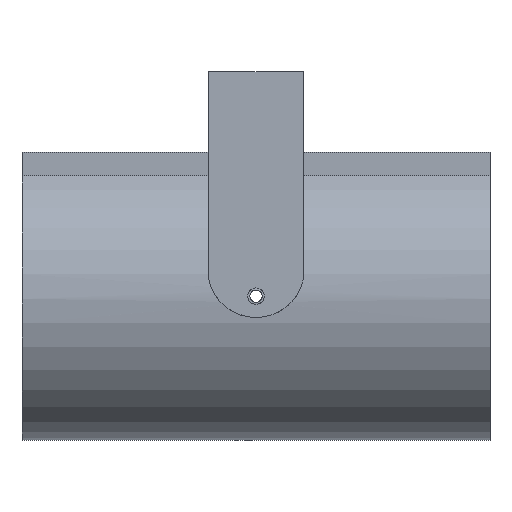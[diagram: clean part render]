
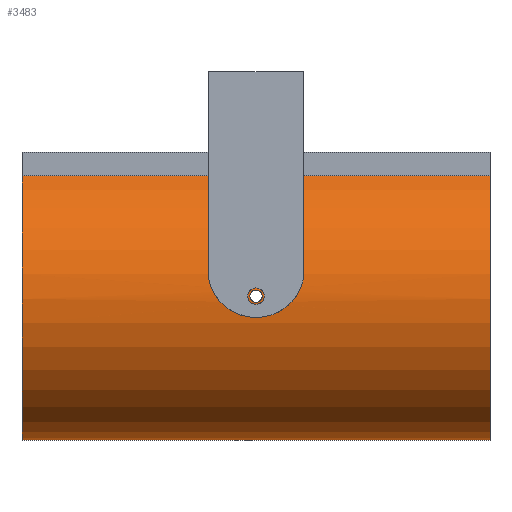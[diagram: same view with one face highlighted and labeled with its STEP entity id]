
A CAD part, left-side view. The second image highlights one B-rep face of the part: STEP entity #3483.
In plain terms, the highlighted cylindrical face has radius 30 mm (diameter 60 mm), a partial arc.
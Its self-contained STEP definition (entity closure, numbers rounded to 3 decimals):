
#57=B_SPLINE_CURVE_WITH_KNOTS('',3,(#6155,#6156,#6157,#6158,#6159,#6160,
#6161,#6162,#6163,#6164,#6165,#6166,#6167,#6168,#6169,#6170,#6171,#6172,
#6173,#6174,#6175,#6176,#6177,#6178,#6179,#6180,#6181,#6182,#6183,#6184,
#6185,#6186,#6187,#6188),.UNSPECIFIED.,.T.,.F.,(4,2,2,2,2,2,2,2,2,2,2,2,
2,2,2,2,4),(0.,0.049,0.098,0.147,0.196,
0.245,0.294,0.343,0.392,0.441,
0.49,0.539,0.588,0.637,
0.686,0.735,0.784),.UNSPECIFIED.);
#58=B_SPLINE_CURVE_WITH_KNOTS('',3,(#6197,#6198,#6199,#6200,#6201,#6202,
#6203,#6204,#6205,#6206,#6207,#6208,#6209,#6210,#6211,#6212,#6213,#6214,
#6215,#6216,#6217,#6218,#6219,#6220,#6221,#6222,#6223,#6224,#6225,#6226,
#6227,#6228,#6229,#6230),.UNSPECIFIED.,.T.,.F.,(4,2,2,2,2,2,2,2,2,2,2,2,
2,2,2,2,4),(0.,0.049,0.098,0.147,0.196,
0.245,0.294,0.343,0.392,0.441,
0.49,0.539,0.588,0.637,
0.686,0.735,0.784),.UNSPECIFIED.);
#114=FACE_BOUND('',#613,.T.);
#115=FACE_BOUND('',#614,.T.);
#390=FACE_OUTER_BOUND('',#612,.T.);
#612=EDGE_LOOP('',(#3045,#3046,#3047,#3048));
#613=EDGE_LOOP('',(#3049));
#614=EDGE_LOOP('',(#3050));
#944=LINE('',#6299,#1289);
#946=LINE('',#6304,#1291);
#1289=VECTOR('',#4547,10.);
#1291=VECTOR('',#4551,10.);
#1447=CIRCLE('',#3766,30.);
#1448=CIRCLE('',#3767,30.);
#1710=VERTEX_POINT('',#6154);
#1713=VERTEX_POINT('',#6195);
#1736=VERTEX_POINT('',#6295);
#1737=VERTEX_POINT('',#6297);
#1738=VERTEX_POINT('',#6301);
#1739=VERTEX_POINT('',#6303);
#2156=EDGE_CURVE('',#1710,#1710,#57,.T.);
#2161=EDGE_CURVE('',#1713,#1713,#58,.T.);
#2194=EDGE_CURVE('',#1736,#1737,#944,.T.);
#2196=EDGE_CURVE('',#1739,#1738,#946,.T.);
#2198=EDGE_CURVE('',#1736,#1738,#1447,.T.);
#2199=EDGE_CURVE('',#1739,#1737,#1448,.T.);
#3045=ORIENTED_EDGE('',*,*,#2196,.T.);
#3046=ORIENTED_EDGE('',*,*,#2198,.F.);
#3047=ORIENTED_EDGE('',*,*,#2194,.T.);
#3048=ORIENTED_EDGE('',*,*,#2199,.F.);
#3049=ORIENTED_EDGE('',*,*,#2161,.T.);
#3050=ORIENTED_EDGE('',*,*,#2156,.T.);
#3334=CYLINDRICAL_SURFACE('',#3765,30.);
#3483=ADVANCED_FACE('',(#390,#114,#115),#3334,.T.);
#3765=AXIS2_PLACEMENT_3D('',#6306,#4553,#4554);
#3766=AXIS2_PLACEMENT_3D('',#6307,#4555,#4556);
#3767=AXIS2_PLACEMENT_3D('',#6308,#4557,#4558);
#4547=DIRECTION('',(0.,-1.,0.));
#4551=DIRECTION('',(0.,1.,0.));
#4553=DIRECTION('center_axis',(0.,-1.,0.));
#4554=DIRECTION('ref_axis',(0.002,0.,-1.));
#4555=DIRECTION('center_axis',(0.,1.,0.));
#4556=DIRECTION('ref_axis',(-1.,0.,0.));
#4557=DIRECTION('center_axis',(0.,-1.,0.));
#4558=DIRECTION('ref_axis',(-1.,0.,0.));
#6154=CARTESIAN_POINT('',(-29.946,31.5,4.3));
#6155=CARTESIAN_POINT('Ctrl Pts',(-29.946,31.5,4.3));
#6156=CARTESIAN_POINT('Ctrl Pts',(-29.946,31.337,4.3));
#6157=CARTESIAN_POINT('Ctrl Pts',(-29.948,31.163,4.267));
#6158=CARTESIAN_POINT('Ctrl Pts',(-29.956,30.842,4.135));
#6159=CARTESIAN_POINT('Ctrl Pts',(-29.961,30.696,4.035));
#6160=CARTESIAN_POINT('Ctrl Pts',(-29.972,30.465,3.804));
#6161=CARTESIAN_POINT('Ctrl Pts',(-29.978,30.365,3.658));
#6162=CARTESIAN_POINT('Ctrl Pts',(-29.989,30.233,3.337));
#6163=CARTESIAN_POINT('Ctrl Pts',(-29.993,30.2,3.163));
#6164=CARTESIAN_POINT('Ctrl Pts',(-29.999,30.2,2.837));
#6165=CARTESIAN_POINT('Ctrl Pts',(-30.,30.233,2.663));
#6166=CARTESIAN_POINT('Ctrl Pts',(-30.,30.365,2.342));
#6167=CARTESIAN_POINT('Ctrl Pts',(-29.999,30.465,2.196));
#6168=CARTESIAN_POINT('Ctrl Pts',(-29.995,30.696,1.965));
#6169=CARTESIAN_POINT('Ctrl Pts',(-29.993,30.842,1.865));
#6170=CARTESIAN_POINT('Ctrl Pts',(-29.99,31.163,1.733));
#6171=CARTESIAN_POINT('Ctrl Pts',(-29.989,31.337,1.7));
#6172=CARTESIAN_POINT('Ctrl Pts',(-29.989,31.663,1.7));
#6173=CARTESIAN_POINT('Ctrl Pts',(-29.99,31.837,1.733));
#6174=CARTESIAN_POINT('Ctrl Pts',(-29.993,32.158,1.865));
#6175=CARTESIAN_POINT('Ctrl Pts',(-29.995,32.304,1.965));
#6176=CARTESIAN_POINT('Ctrl Pts',(-29.999,32.535,2.196));
#6177=CARTESIAN_POINT('Ctrl Pts',(-30.,32.635,2.342));
#6178=CARTESIAN_POINT('Ctrl Pts',(-30.,32.767,2.663));
#6179=CARTESIAN_POINT('Ctrl Pts',(-29.999,32.8,2.837));
#6180=CARTESIAN_POINT('Ctrl Pts',(-29.993,32.8,3.163));
#6181=CARTESIAN_POINT('Ctrl Pts',(-29.989,32.767,3.337));
#6182=CARTESIAN_POINT('Ctrl Pts',(-29.978,32.635,3.658));
#6183=CARTESIAN_POINT('Ctrl Pts',(-29.972,32.535,3.804));
#6184=CARTESIAN_POINT('Ctrl Pts',(-29.961,32.304,4.035));
#6185=CARTESIAN_POINT('Ctrl Pts',(-29.956,32.158,4.135));
#6186=CARTESIAN_POINT('Ctrl Pts',(-29.948,31.837,4.267));
#6187=CARTESIAN_POINT('Ctrl Pts',(-29.946,31.663,4.3));
#6188=CARTESIAN_POINT('Ctrl Pts',(-29.946,31.5,4.3));
#6195=CARTESIAN_POINT('',(29.946,31.5,4.3));
#6197=CARTESIAN_POINT('Ctrl Pts',(29.946,31.5,4.3));
#6198=CARTESIAN_POINT('Ctrl Pts',(29.946,31.663,4.3));
#6199=CARTESIAN_POINT('Ctrl Pts',(29.948,31.837,4.267));
#6200=CARTESIAN_POINT('Ctrl Pts',(29.956,32.158,4.135));
#6201=CARTESIAN_POINT('Ctrl Pts',(29.961,32.304,4.035));
#6202=CARTESIAN_POINT('Ctrl Pts',(29.972,32.535,3.804));
#6203=CARTESIAN_POINT('Ctrl Pts',(29.978,32.635,3.658));
#6204=CARTESIAN_POINT('Ctrl Pts',(29.989,32.767,3.337));
#6205=CARTESIAN_POINT('Ctrl Pts',(29.993,32.8,3.163));
#6206=CARTESIAN_POINT('Ctrl Pts',(29.999,32.8,2.837));
#6207=CARTESIAN_POINT('Ctrl Pts',(30.,32.767,2.663));
#6208=CARTESIAN_POINT('Ctrl Pts',(30.,32.635,2.342));
#6209=CARTESIAN_POINT('Ctrl Pts',(29.999,32.535,2.196));
#6210=CARTESIAN_POINT('Ctrl Pts',(29.995,32.304,1.965));
#6211=CARTESIAN_POINT('Ctrl Pts',(29.993,32.158,1.865));
#6212=CARTESIAN_POINT('Ctrl Pts',(29.99,31.837,1.733));
#6213=CARTESIAN_POINT('Ctrl Pts',(29.989,31.663,1.7));
#6214=CARTESIAN_POINT('Ctrl Pts',(29.989,31.337,1.7));
#6215=CARTESIAN_POINT('Ctrl Pts',(29.99,31.163,1.733));
#6216=CARTESIAN_POINT('Ctrl Pts',(29.993,30.842,1.865));
#6217=CARTESIAN_POINT('Ctrl Pts',(29.995,30.696,1.965));
#6218=CARTESIAN_POINT('Ctrl Pts',(29.999,30.465,2.196));
#6219=CARTESIAN_POINT('Ctrl Pts',(30.,30.365,2.342));
#6220=CARTESIAN_POINT('Ctrl Pts',(30.,30.233,2.663));
#6221=CARTESIAN_POINT('Ctrl Pts',(29.999,30.2,2.837));
#6222=CARTESIAN_POINT('Ctrl Pts',(29.993,30.2,3.163));
#6223=CARTESIAN_POINT('Ctrl Pts',(29.989,30.233,3.337));
#6224=CARTESIAN_POINT('Ctrl Pts',(29.978,30.365,3.658));
#6225=CARTESIAN_POINT('Ctrl Pts',(29.972,30.465,3.804));
#6226=CARTESIAN_POINT('Ctrl Pts',(29.961,30.696,4.035));
#6227=CARTESIAN_POINT('Ctrl Pts',(29.956,30.842,4.135));
#6228=CARTESIAN_POINT('Ctrl Pts',(29.948,31.163,4.267));
#6229=CARTESIAN_POINT('Ctrl Pts',(29.946,31.337,4.3));
#6230=CARTESIAN_POINT('Ctrl Pts',(29.946,31.5,4.3));
#6295=CARTESIAN_POINT('',(14.94,81.,28.515));
#6297=CARTESIAN_POINT('',(14.94,-18.,28.515));
#6299=CARTESIAN_POINT('',(14.94,81.,28.515));
#6301=CARTESIAN_POINT('',(-15.06,81.,28.446));
#6303=CARTESIAN_POINT('',(-15.06,-18.,28.446));
#6304=CARTESIAN_POINT('',(-15.06,81.,28.446));
#6306=CARTESIAN_POINT('Origin',(0.,81.,2.5));
#6307=CARTESIAN_POINT('Origin',(0.,81.,2.5));
#6308=CARTESIAN_POINT('Origin',(0.,-18.,2.5));
